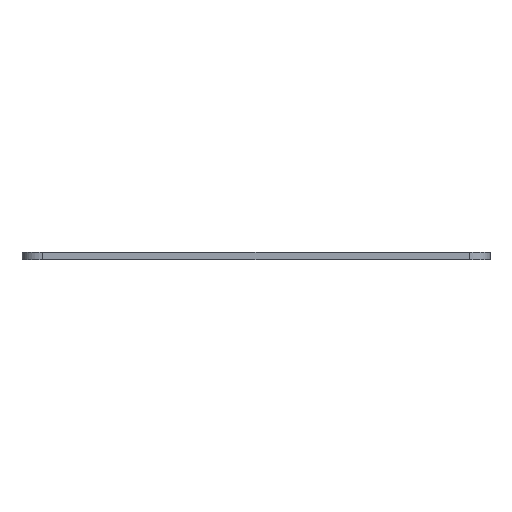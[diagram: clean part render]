
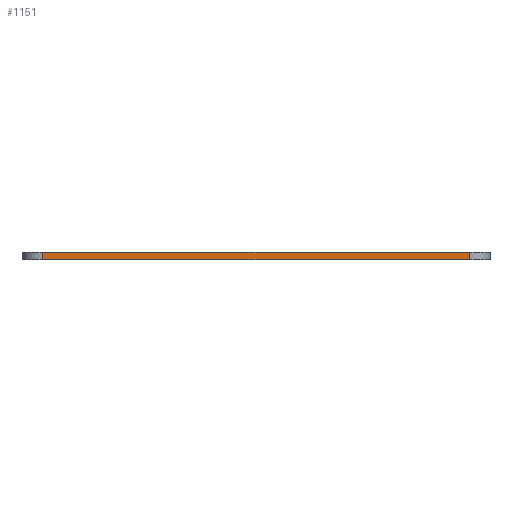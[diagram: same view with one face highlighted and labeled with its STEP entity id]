
A CAD part, front view. The second image highlights one B-rep face of the part: STEP entity #1151.
In plain terms, the highlighted planar face has unit normal (0, -1, 0).
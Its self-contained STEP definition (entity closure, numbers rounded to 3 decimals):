
#86=PLANE('',#1221);
#139=FACE_OUTER_BOUND('',#193,.T.);
#193=EDGE_LOOP('',(#981,#982,#983,#984));
#361=LINE('',#1812,#501);
#362=LINE('',#1815,#502);
#363=LINE('',#1817,#503);
#364=LINE('',#1818,#504);
#501=VECTOR('',#1493,10.);
#502=VECTOR('',#1496,10.);
#503=VECTOR('',#1497,10.);
#504=VECTOR('',#1498,10.);
#621=VERTEX_POINT('',#1808);
#622=VERTEX_POINT('',#1810);
#623=VERTEX_POINT('',#1814);
#624=VERTEX_POINT('',#1816);
#775=EDGE_CURVE('',#621,#622,#361,.T.);
#776=EDGE_CURVE('',#621,#623,#362,.T.);
#777=EDGE_CURVE('',#624,#622,#363,.T.);
#778=EDGE_CURVE('',#623,#624,#364,.T.);
#981=ORIENTED_EDGE('',*,*,#776,.F.);
#982=ORIENTED_EDGE('',*,*,#775,.T.);
#983=ORIENTED_EDGE('',*,*,#777,.F.);
#984=ORIENTED_EDGE('',*,*,#778,.F.);
#1151=ADVANCED_FACE('',(#139),#86,.T.);
#1221=AXIS2_PLACEMENT_3D('',#1813,#1494,#1495);
#1493=DIRECTION('',(0.,0.,1.));
#1494=DIRECTION('center_axis',(0.,-1.,0.));
#1495=DIRECTION('ref_axis',(1.,0.,0.));
#1496=DIRECTION('',(-1.,0.,0.));
#1497=DIRECTION('',(1.,0.,0.));
#1498=DIRECTION('',(0.,0.,1.));
#1808=CARTESIAN_POINT('',(87.25,-72.75,16.6));
#1810=CARTESIAN_POINT('',(87.25,-72.75,18.1));
#1812=CARTESIAN_POINT('',(87.25,-72.75,16.6));
#1813=CARTESIAN_POINT('Origin',(4.,-72.75,16.6));
#1814=CARTESIAN_POINT('',(4.,-72.75,16.6));
#1815=CARTESIAN_POINT('',(87.25,-72.75,16.6));
#1816=CARTESIAN_POINT('',(4.,-72.75,18.1));
#1817=CARTESIAN_POINT('',(87.25,-72.75,18.1));
#1818=CARTESIAN_POINT('',(4.,-72.75,16.6));
